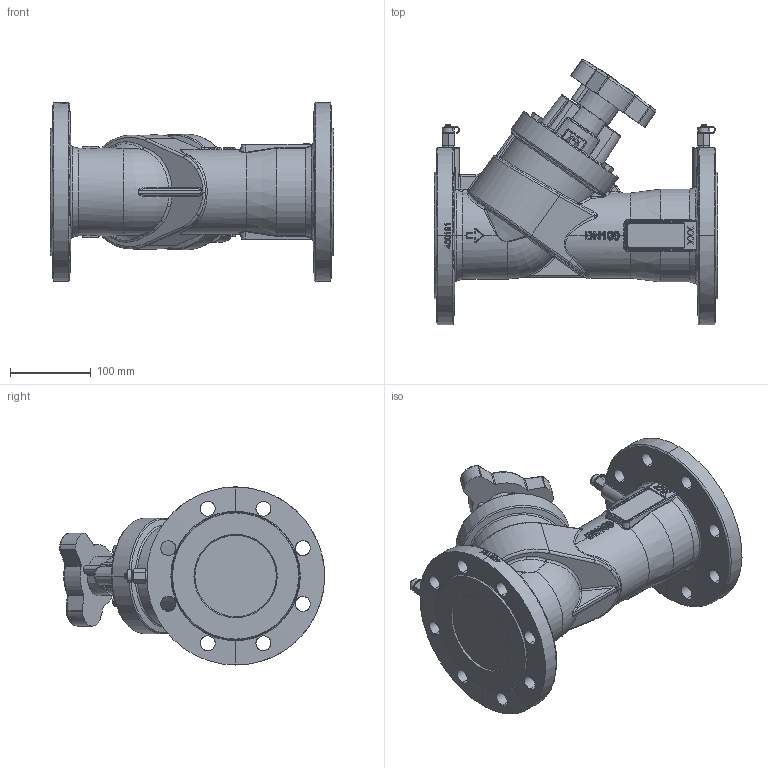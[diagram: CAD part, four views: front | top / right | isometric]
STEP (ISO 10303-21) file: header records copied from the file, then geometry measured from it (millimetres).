
FILE_DESCRIPTION(('CATIA V5 STEP Exchange','CAx-IF Rec.Pracs.--- Model Styling and Organization---1.4--- 2014-01-23','CAx-IF Rec.Pracs.---3D Tessellated Data Validation Properties---0.5---2014-09-14'),'2;1');
FILE_NAME('STEP_130103_-_TST.stp','2021-10-19T06:21:11+00:00',('none'),('none'),'CATIA Version 5-6 Release 2019 SP3','CATIA V5 STEP AP242 v1','none');
FILE_SCHEMA(('AP242_MANAGED_MODEL_BASED_3D_ENGINEERING_MIM_LF {1 0 10303 442 1 1 4}'));
Products named in the file (1): 130103 - TST
Bounding box: 350 x 327.71 x 220 mm (x, y, z)
Volume: 6083664.7 mm3; surface area: 381906.2 mm2
Topology: 1 solids, 23 shells, 1906 faces, 5061 edges, 3246 vertices
Faces by surface type: bspline 647, plane 559, cylinder 373, cone 192, torus 102, sphere 33
Entity records: 77570 total; most frequent: CARTESIAN_POINT 40761, ORIENTED_EDGE 10044, EDGE_CURVE 5022, DIRECTION 3798, VERTEX_POINT 3246, B_SPLINE_CURVE_WITH_KNOTS 2279, EDGE_LOOP 2038, ADVANCED_FACE 1906
